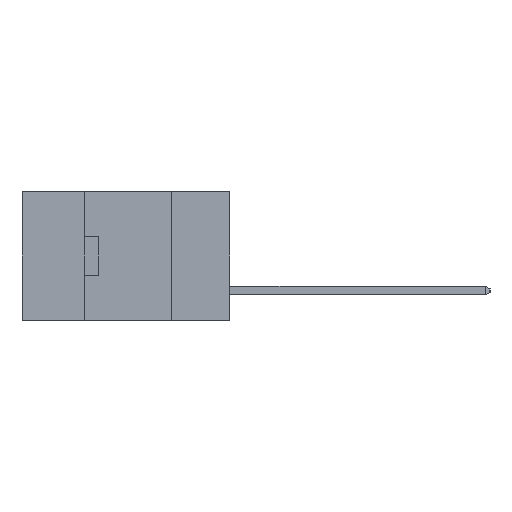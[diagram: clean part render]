
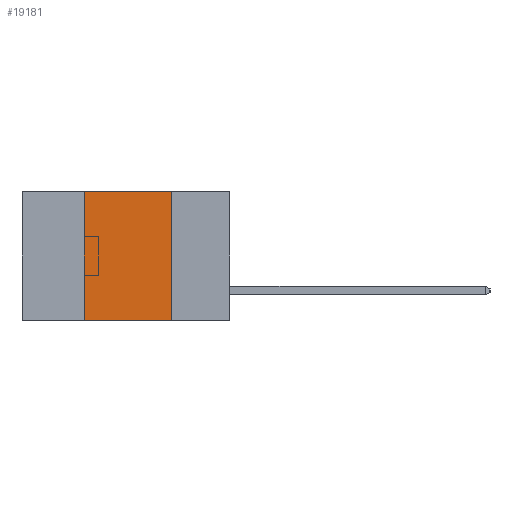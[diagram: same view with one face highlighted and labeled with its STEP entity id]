
A CAD part, left-side view. The second image highlights one B-rep face of the part: STEP entity #19181.
In plain terms, the highlighted planar face has unit normal (-1, 0, 0).
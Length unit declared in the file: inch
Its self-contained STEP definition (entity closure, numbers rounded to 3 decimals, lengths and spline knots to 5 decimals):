
#458 = CARTESIAN_POINT ( 'NONE',  ( 0., 0.42, -0.37 ) ) ;
#1853 = EDGE_CURVE ( 'NONE', #7077, #3088, #25263, .T. ) ;
#2134 = LINE ( 'NONE', #22773, #23839 ) ;
#3088 = VERTEX_POINT ( 'NONE', #26151 ) ;
#3116 = CARTESIAN_POINT ( 'NONE',  ( 0., 0.6, 0. ) ) ;
#4122 = EDGE_CURVE ( 'NONE', #9343, #7077, #2134, .T. ) ;
#4537 = DIRECTION ( 'NONE',  ( 0., 0., -1. ) ) ;
#5169 = ORIENTED_EDGE ( 'NONE', *, *, #19680, .F. ) ;
#5193 = CARTESIAN_POINT ( 'NONE',  ( 0., 0.6, -0.37 ) ) ;
#5293 = PLANE ( 'NONE',  #18747 ) ;
#7077 = VERTEX_POINT ( 'NONE', #17636 ) ;
#7422 = DIRECTION ( 'NONE',  ( 1., 0., 0. ) ) ;
#8382 = VERTEX_POINT ( 'NONE', #24898 ) ;
#8563 = VECTOR ( 'NONE', #4537, 39.37008 ) ;
#9343 = VERTEX_POINT ( 'NONE', #458 ) ;
#9956 = VECTOR ( 'NONE', #12369, 39.37008 ) ;
#12150 = ORIENTED_EDGE ( 'NONE', *, *, #4122, .F. ) ;
#12369 = DIRECTION ( 'NONE',  ( 0., -1., 0. ) ) ;
#12391 = CARTESIAN_POINT ( 'NONE',  ( 0., 0.6, 0. ) ) ;
#14582 = VECTOR ( 'NONE', #26008, 39.37008 ) ;
#14938 = LINE ( 'NONE', #19365, #8563 ) ;
#17636 = CARTESIAN_POINT ( 'NONE',  ( 0., 0.42, 0. ) ) ;
#17796 = ORIENTED_EDGE ( 'NONE', *, *, #19902, .T. ) ;
#18747 = AXIS2_PLACEMENT_3D ( 'NONE', #3116, #7422, #22098 ) ;
#19181 = ADVANCED_FACE ( 'NONE', ( #22362 ), #5293, .F. ) ;
#19365 = CARTESIAN_POINT ( 'NONE',  ( 0., 0.17, -0.37 ) ) ;
#19680 = EDGE_CURVE ( 'NONE', #3088, #8382, #14938, .T. ) ;
#19902 = EDGE_CURVE ( 'NONE', #9343, #8382, #25528, .T. ) ;
#21267 = ORIENTED_EDGE ( 'NONE', *, *, #1853, .F. ) ;
#22098 = DIRECTION ( 'NONE',  ( 0., 0., -1. ) ) ;
#22362 = FACE_OUTER_BOUND ( 'NONE', #27109, .T. ) ;
#22773 = CARTESIAN_POINT ( 'NONE',  ( 0., 0.42, -0.37 ) ) ;
#23305 = DIRECTION ( 'NONE',  ( 0., 0., 1. ) ) ;
#23839 = VECTOR ( 'NONE', #23305, 39.37008 ) ;
#24898 = CARTESIAN_POINT ( 'NONE',  ( 0., 0.17, -0.37 ) ) ;
#25263 = LINE ( 'NONE', #12391, #9956 ) ;
#25528 = LINE ( 'NONE', #5193, #14582 ) ;
#26008 = DIRECTION ( 'NONE',  ( 0., -1., 0. ) ) ;
#26151 = CARTESIAN_POINT ( 'NONE',  ( 0., 0.17, 0. ) ) ;
#27109 = EDGE_LOOP ( 'NONE', ( #5169, #21267, #12150, #17796 ) ) ;
